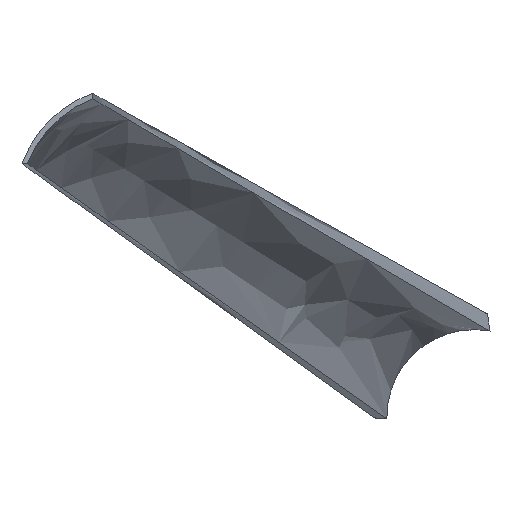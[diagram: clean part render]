
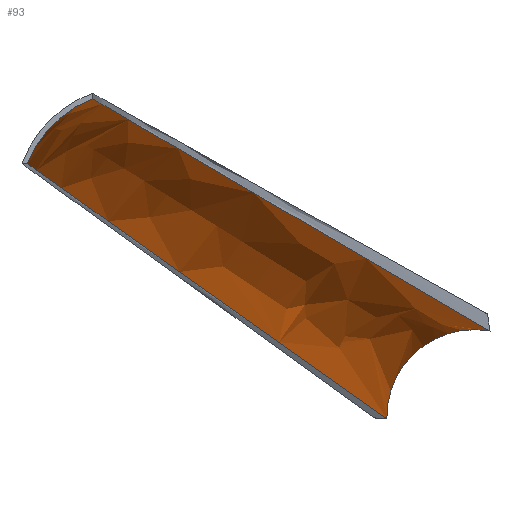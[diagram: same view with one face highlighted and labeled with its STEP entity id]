
A CAD part, front view. The second image highlights one B-rep face of the part: STEP entity #93.
In plain terms, the highlighted free-form (B-spline) face has degree [3, 3] with [10, 4] control points.
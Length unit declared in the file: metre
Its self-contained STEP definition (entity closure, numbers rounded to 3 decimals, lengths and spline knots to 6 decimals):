
#16=CIRCLE('',#111,0.010197);
#17=CIRCLE('',#112,0.013331);
#19=B_SPLINE_CURVE_WITH_KNOTS('',3,(#160,#161,#162,#163),.UNSPECIFIED.,
 .F.,.F.,(4,4),(0.,1.),.PIECEWISE_BEZIER_KNOTS.);
#21=B_SPLINE_CURVE_WITH_KNOTS('',3,(#230,#231,#232,#233),.UNSPECIFIED.,
 .F.,.F.,(4,4),(0.,1.),.PIECEWISE_BEZIER_KNOTS.);
#34=ORIENTED_EDGE('',*,*,#54,.T.);
#35=ORIENTED_EDGE('',*,*,#56,.F.);
#36=ORIENTED_EDGE('',*,*,#49,.F.);
#37=ORIENTED_EDGE('',*,*,#57,.T.);
#49=EDGE_CURVE('',#61,#59,#19,.T.);
#54=EDGE_CURVE('',#65,#64,#21,.T.);
#56=EDGE_CURVE('',#59,#64,#16,.F.);
#57=EDGE_CURVE('',#61,#65,#17,.T.);
#59=VERTEX_POINT('',#152);
#61=VERTEX_POINT('',#159);
#64=VERTEX_POINT('',#229);
#65=VERTEX_POINT('',#234);
#77=EDGE_LOOP('',(#34,#35,#36,#37));
#83=FACE_BOUND('',#77,.T.);
#89=B_SPLINE_SURFACE_WITH_KNOTS('',3,3,((#236,#237,#238,#239),(#240,#241,
#242,#243),(#244,#245,#246,#247),(#248,#249,#250,#251),(#252,#253,#254,
#255),(#256,#257,#258,#259),(#260,#261,#262,#263),(#264,#265,#266,#267),
(#268,#269,#270,#271),(#272,#273,#274,#275)),.UNSPECIFIED.,.F.,.F.,.F.,
(4,2,2,2,4),(4,4),(0.,0.25,0.5,0.75,1.),(0.,1.006),
 .UNSPECIFIED.);
#93=ADVANCED_FACE('',(#83),#89,.T.);
#111=AXIS2_PLACEMENT_3D('',#276,#125,#126);
#112=AXIS2_PLACEMENT_3D('',#277,#127,#128);
#125=DIRECTION('',(0.,1.,0.));
#126=DIRECTION('',(0.,0.,-1.));
#127=DIRECTION('',(0.,-1.,0.));
#128=DIRECTION('',(0.,0.,-1.));
#152=CARTESIAN_POINT('',(-0.003718,0.1524,0.08636));
#159=CARTESIAN_POINT('',(-0.050086,0.,0.11347));
#160=CARTESIAN_POINT('',(-0.050086,0.,0.11347));
#161=CARTESIAN_POINT('',(-0.050086,0.051106,0.11347));
#162=CARTESIAN_POINT('',(-0.026902,0.101753,0.099915));
#163=CARTESIAN_POINT('',(-0.003718,0.1524,0.08636));
#229=CARTESIAN_POINT('',(-0.015749,0.1524,0.076137));
#230=CARTESIAN_POINT('',(-0.057685,0.,0.105871));
#231=CARTESIAN_POINT('',(-0.057685,0.051081,0.105871));
#232=CARTESIAN_POINT('',(-0.036717,0.101741,0.091004));
#233=CARTESIAN_POINT('',(-0.015749,0.1524,0.076137));
#234=CARTESIAN_POINT('',(-0.057685,0.,0.105871));
#236=CARTESIAN_POINT('',(-0.050086,0.,0.11347));
#237=CARTESIAN_POINT('',(-0.050086,0.051413,0.11347));
#238=CARTESIAN_POINT('',(-0.026624,0.102361,0.099753));
#239=CARTESIAN_POINT('',(-0.003301,0.153312,0.086116));
#240=CARTESIAN_POINT('',(-0.050945,0.,0.113137));
#241=CARTESIAN_POINT('',(-0.050945,0.051413,0.113137));
#242=CARTESIAN_POINT('',(-0.027797,0.102361,0.099725));
#243=CARTESIAN_POINT('',(-0.004787,0.153312,0.086392));
#244=CARTESIAN_POINT('',(-0.051769,0.,0.112713));
#245=CARTESIAN_POINT('',(-0.051769,0.051412,0.112713));
#246=CARTESIAN_POINT('',(-0.028984,0.10236,0.099484));
#247=CARTESIAN_POINT('',(-0.006333,0.153312,0.086333));
#248=CARTESIAN_POINT('',(-0.053314,0.,0.111706));
#249=CARTESIAN_POINT('',(-0.053314,0.051407,0.111706));
#250=CARTESIAN_POINT('',(-0.031218,0.102358,0.098593));
#251=CARTESIAN_POINT('',(-0.009252,0.153312,0.085557));
#252=CARTESIAN_POINT('',(-0.054033,0.,0.111122));
#253=CARTESIAN_POINT('',(-0.054033,0.051404,0.111122));
#254=CARTESIAN_POINT('',(-0.032264,0.102357,0.097942));
#255=CARTESIAN_POINT('',(-0.010623,0.153312,0.08484));
#256=CARTESIAN_POINT('',(-0.055337,0.,0.109819));
#257=CARTESIAN_POINT('',(-0.055337,0.051398,0.109819));
#258=CARTESIAN_POINT('',(-0.034068,0.102354,0.096312));
#259=CARTESIAN_POINT('',(-0.012925,0.153312,0.082885));
#260=CARTESIAN_POINT('',(-0.055921,0.,0.109099));
#261=CARTESIAN_POINT('',(-0.055921,0.051395,0.109099));
#262=CARTESIAN_POINT('',(-0.034825,0.102352,0.095333));
#263=CARTESIAN_POINT('',(-0.013855,0.153312,0.081649));
#264=CARTESIAN_POINT('',(-0.056928,0.,0.107555));
#265=CARTESIAN_POINT('',(-0.056928,0.051389,0.107555));
#266=CARTESIAN_POINT('',(-0.035949,0.102349,0.093182));
#267=CARTESIAN_POINT('',(-0.015095,0.153312,0.078895));
#268=CARTESIAN_POINT('',(-0.057351,0.,0.10673));
#269=CARTESIAN_POINT('',(-0.057351,0.051388,0.10673));
#270=CARTESIAN_POINT('',(-0.036315,0.102349,0.092011));
#271=CARTESIAN_POINT('',(-0.015403,0.153312,0.077379));
#272=CARTESIAN_POINT('',(-0.057685,0.,0.105871));
#273=CARTESIAN_POINT('',(-0.057685,0.051388,0.105871));
#274=CARTESIAN_POINT('',(-0.036466,0.102349,0.090825));
#275=CARTESIAN_POINT('',(-0.015372,0.153312,0.075869));
#276=CARTESIAN_POINT('',(-0.005554,0.1524,0.07633));
#277=CARTESIAN_POINT('',(-0.045259,0.,0.101044));
